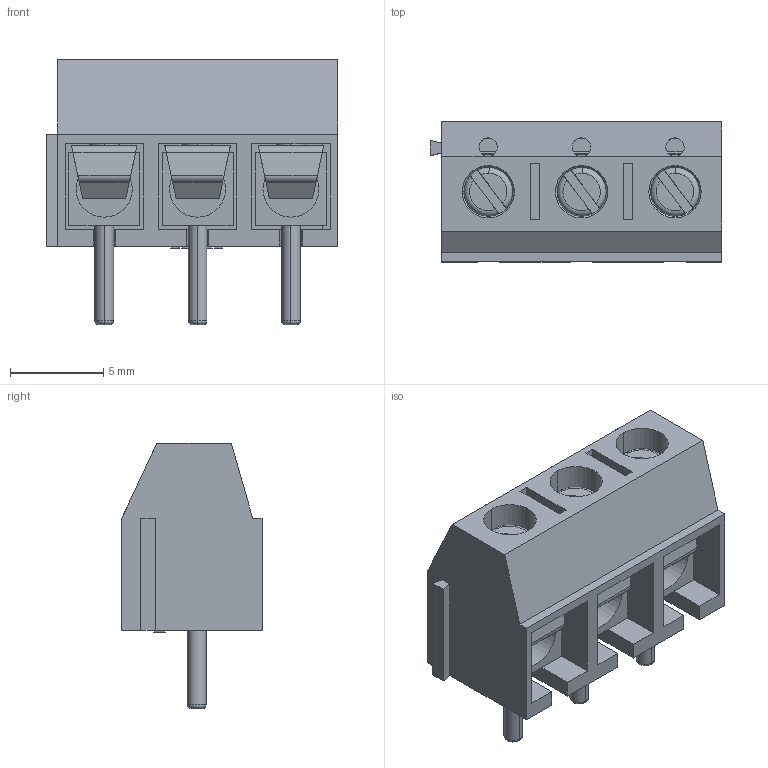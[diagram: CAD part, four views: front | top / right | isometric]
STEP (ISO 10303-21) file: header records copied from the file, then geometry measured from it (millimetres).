
FILE_DESCRIPTION (( 'STEP AP214' ), '1' );
FILE_NAME ('conn-th_2p-p5x00_wj301v-5x00-3p.step', '2022-05-26T07:27:24', ( '' ), ( '' ), 'SwSTEP 2.0', 'SolidWorks 2020', '' );
FILE_SCHEMA (( 'AUTOMOTIVE_DESIGN' ));
Length unit declared in the file: millimetre
Products named in the file (1): conn-th_2p-p5x00_wj301v-5x00-3p
Bounding box: 15.6 x 7.5 x 14.2 mm (x, y, z)
Volume: 662.1 mm3; surface area: 1817.3 mm2
Topology: 9 solids, 9 shells, 314 faces, 831 edges, 547 vertices
Faces by surface type: plane 230, cylinder 63, torus 15, cone 6
Entity records: 13404 total; most frequent: CARTESIAN_POINT 2005, ORIENTED_EDGE 1662, DIRECTION 1527, EDGE_CURVE 831, LINE 651, VECTOR 651, VERTEX_POINT 547, AXIS2_PLACEMENT_3D 438
